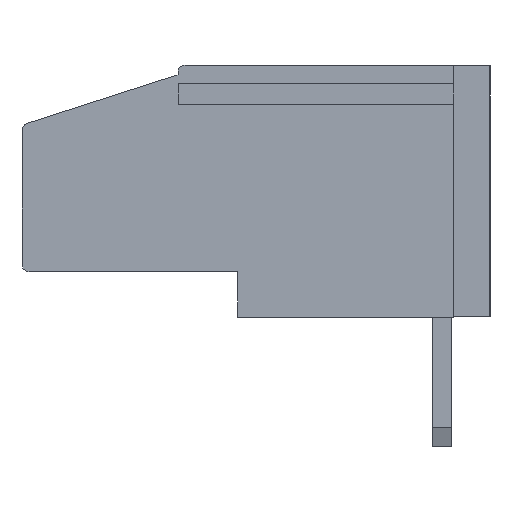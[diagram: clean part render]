
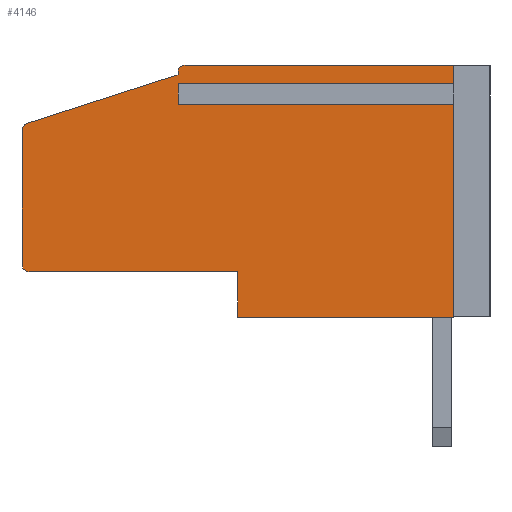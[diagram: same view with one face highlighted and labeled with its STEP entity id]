
A CAD part, left-side view. The second image highlights one B-rep face of the part: STEP entity #4146.
In plain terms, the highlighted planar face has unit normal (-1, 0, 0).
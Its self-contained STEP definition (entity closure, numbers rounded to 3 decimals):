
#130 = LINE ( 'NONE', #2103, #23038 ) ;
#414 = CIRCLE ( 'NONE', #29069, 0.3 ) ;
#735 = CIRCLE ( 'NONE', #10433, 0.3 ) ;
#1411 = EDGE_CURVE ( 'NONE', #8102, #3024, #130, .T. ) ;
#1481 = VECTOR ( 'NONE', #6361, 1000. ) ;
#1511 = EDGE_CURVE ( 'NONE', #23717, #20548, #9112, .T. ) ;
#1580 = EDGE_CURVE ( 'NONE', #5503, #3449, #735, .T. ) ;
#1596 = DIRECTION ( 'NONE',  ( 0., -1., 0. ) ) ;
#2103 = CARTESIAN_POINT ( 'NONE',  ( 0., 13., 10.1 ) ) ;
#2142 = EDGE_CURVE ( 'NONE', #3257, #3449, #22850, .T. ) ;
#2690 = VERTEX_POINT ( 'NONE', #5848 ) ;
#3024 = VERTEX_POINT ( 'NONE', #12803 ) ;
#3257 = VERTEX_POINT ( 'NONE', #17214 ) ;
#3379 = DIRECTION ( 'NONE',  ( 0., 0., -1. ) ) ;
#3449 = VERTEX_POINT ( 'NONE', #28103 ) ;
#3577 = DIRECTION ( 'NONE',  ( 0., 1., 0. ) ) ;
#3601 = LINE ( 'NONE', #13041, #29362 ) ;
#3998 = ORIENTED_EDGE ( 'NONE', *, *, #1411, .F. ) ;
#4146 = ADVANCED_FACE ( 'NONE', ( #7473 ), #14597, .F. ) ;
#4199 = AXIS2_PLACEMENT_3D ( 'NONE', #26141, #16680, #5317 ) ;
#4678 = DIRECTION ( 'NONE',  ( 0., 0., -1. ) ) ;
#5074 = VECTOR ( 'NONE', #4678, 1000. ) ;
#5317 = DIRECTION ( 'NONE',  ( 0., 0., -1. ) ) ;
#5491 = ORIENTED_EDGE ( 'NONE', *, *, #21646, .F. ) ;
#5503 = VERTEX_POINT ( 'NONE', #11948 ) ;
#5848 = CARTESIAN_POINT ( 'NONE',  ( 0., 1.5, 10.5 ) ) ;
#6107 = EDGE_LOOP ( 'NONE', ( #29595, #7838, #7571, #6909, #10281, #5491, #28271, #27890, #13076, #25505, #11194, #24746, #3998, #10138, #28644 ) ) ;
#6157 = LINE ( 'NONE', #10572, #15621 ) ;
#6361 = DIRECTION ( 'NONE',  ( 0., 0., 1. ) ) ;
#6376 = LINE ( 'NONE', #24903, #12767 ) ;
#6751 = CARTESIAN_POINT ( 'NONE',  ( 0., 13., 9.098 ) ) ;
#6766 = DIRECTION ( 'NONE',  ( 0., 0., -1. ) ) ;
#6909 = ORIENTED_EDGE ( 'NONE', *, *, #7260, .F. ) ;
#6934 = VERTEX_POINT ( 'NONE', #9923 ) ;
#6981 = VECTOR ( 'NONE', #3379, 1000. ) ;
#7160 = CARTESIAN_POINT ( 'NONE',  ( 0., 10.5, 1.9 ) ) ;
#7236 = CARTESIAN_POINT ( 'NONE',  ( 0., 10.5, 0. ) ) ;
#7260 = EDGE_CURVE ( 'NONE', #23773, #10153, #24740, .T. ) ;
#7473 = FACE_OUTER_BOUND ( 'NONE', #6107, .T. ) ;
#7571 = ORIENTED_EDGE ( 'NONE', *, *, #20518, .F. ) ;
#7838 = ORIENTED_EDGE ( 'NONE', *, *, #17052, .T. ) ;
#8102 = VERTEX_POINT ( 'NONE', #25205 ) ;
#9112 = LINE ( 'NONE', #25497, #5074 ) ;
#9396 = VECTOR ( 'NONE', #29708, 1000. ) ;
#9923 = CARTESIAN_POINT ( 'NONE',  ( 0., 19.2, 1.9 ) ) ;
#10040 = LINE ( 'NONE', #23704, #14966 ) ;
#10138 = ORIENTED_EDGE ( 'NONE', *, *, #21560, .F. ) ;
#10153 = VERTEX_POINT ( 'NONE', #7160 ) ;
#10200 = DIRECTION ( 'NONE',  ( 0., -1., 0. ) ) ;
#10281 = ORIENTED_EDGE ( 'NONE', *, *, #21443, .T. ) ;
#10433 = AXIS2_PLACEMENT_3D ( 'NONE', #16943, #16342, #18774 ) ;
#10524 = CARTESIAN_POINT ( 'NONE',  ( 0., 1.5, 10.5 ) ) ;
#10572 = CARTESIAN_POINT ( 'NONE',  ( 0., 19.5, 1.9 ) ) ;
#11008 = LINE ( 'NONE', #20263, #9396 ) ;
#11023 = DIRECTION ( 'NONE',  ( -1., 0., 0. ) ) ;
#11162 = VERTEX_POINT ( 'NONE', #21792 ) ;
#11194 = ORIENTED_EDGE ( 'NONE', *, *, #17760, .F. ) ;
#11382 = DIRECTION ( 'NONE',  ( 0., 0., 1. ) ) ;
#11948 = CARTESIAN_POINT ( 'NONE',  ( 0., 19.292, 8.067 ) ) ;
#12767 = VECTOR ( 'NONE', #25515, 1000. ) ;
#12803 = CARTESIAN_POINT ( 'NONE',  ( 0., 13., 10.2 ) ) ;
#13041 = CARTESIAN_POINT ( 'NONE',  ( 0., 13., 9.502 ) ) ;
#13076 = ORIENTED_EDGE ( 'NONE', *, *, #22791, .T. ) ;
#13409 = DIRECTION ( 'NONE',  ( -1., 0., 0. ) ) ;
#13675 = CARTESIAN_POINT ( 'NONE',  ( 0., 10.5, 1.9 ) ) ;
#14597 = PLANE ( 'NONE',  #4199 ) ;
#14966 = VECTOR ( 'NONE', #10200, 1000. ) ;
#15475 = VECTOR ( 'NONE', #27367, 1000. ) ;
#15621 = VECTOR ( 'NONE', #3577, 1000. ) ;
#16131 = VECTOR ( 'NONE', #1596, 1000. ) ;
#16237 = VERTEX_POINT ( 'NONE', #24592 ) ;
#16342 = DIRECTION ( 'NONE',  ( -1., 0., 0. ) ) ;
#16605 = CARTESIAN_POINT ( 'NONE',  ( 0., 13., 9.502 ) ) ;
#16680 = DIRECTION ( 'NONE',  ( 1., 0., 0. ) ) ;
#16880 = VERTEX_POINT ( 'NONE', #25551 ) ;
#16943 = CARTESIAN_POINT ( 'NONE',  ( 0., 19.2, 7.782 ) ) ;
#16965 = EDGE_CURVE ( 'NONE', #20548, #16237, #10040, .T. ) ;
#17052 = EDGE_CURVE ( 'NONE', #3257, #6934, #414, .T. ) ;
#17214 = CARTESIAN_POINT ( 'NONE',  ( 0., 19.5, 2.2 ) ) ;
#17631 = LINE ( 'NONE', #22347, #15475 ) ;
#17760 = EDGE_CURVE ( 'NONE', #11162, #2690, #17631, .T. ) ;
#18266 = LINE ( 'NONE', #24961, #16131 ) ;
#18774 = DIRECTION ( 'NONE',  ( 0., 0., -1. ) ) ;
#19382 = DIRECTION ( 'NONE',  ( 0., -1., 0. ) ) ;
#20027 = EDGE_CURVE ( 'NONE', #11162, #3024, #26787, .T. ) ;
#20263 = CARTESIAN_POINT ( 'NONE',  ( 0., 19.5, 8. ) ) ;
#20518 = EDGE_CURVE ( 'NONE', #10153, #6934, #6157, .T. ) ;
#20548 = VERTEX_POINT ( 'NONE', #6751 ) ;
#20570 = DIRECTION ( 'NONE',  ( 0., 0., 1. ) ) ;
#21443 = EDGE_CURVE ( 'NONE', #23773, #16880, #18266, .T. ) ;
#21560 = EDGE_CURVE ( 'NONE', #5503, #8102, #11008, .T. ) ;
#21646 = EDGE_CURVE ( 'NONE', #16237, #16880, #24186, .T. ) ;
#21792 = CARTESIAN_POINT ( 'NONE',  ( 0., 12.7, 10.5 ) ) ;
#22347 = CARTESIAN_POINT ( 'NONE',  ( 0., 19.5, 10.5 ) ) ;
#22791 = EDGE_CURVE ( 'NONE', #23717, #24642, #3601, .T. ) ;
#22850 = LINE ( 'NONE', #30020, #25477 ) ;
#23038 = VECTOR ( 'NONE', #11382, 1000. ) ;
#23704 = CARTESIAN_POINT ( 'NONE',  ( 0., 13., 9.098 ) ) ;
#23717 = VERTEX_POINT ( 'NONE', #16605 ) ;
#23773 = VERTEX_POINT ( 'NONE', #7236 ) ;
#24186 = LINE ( 'NONE', #10524, #6981 ) ;
#24473 = DIRECTION ( 'NONE',  ( 0., 0., -1. ) ) ;
#24592 = CARTESIAN_POINT ( 'NONE',  ( 0., 1.5, 9.098 ) ) ;
#24642 = VERTEX_POINT ( 'NONE', #25838 ) ;
#24740 = LINE ( 'NONE', #13675, #1481 ) ;
#24746 = ORIENTED_EDGE ( 'NONE', *, *, #20027, .T. ) ;
#24758 = CARTESIAN_POINT ( 'NONE',  ( 0., 19.2, 2.2 ) ) ;
#24903 = CARTESIAN_POINT ( 'NONE',  ( 0., 1.5, 10.5 ) ) ;
#24961 = CARTESIAN_POINT ( 'NONE',  ( 0., 19.5, 0. ) ) ;
#25205 = CARTESIAN_POINT ( 'NONE',  ( 0., 13., 10.1 ) ) ;
#25477 = VECTOR ( 'NONE', #20570, 1000. ) ;
#25497 = CARTESIAN_POINT ( 'NONE',  ( 0., 13., 9.502 ) ) ;
#25505 = ORIENTED_EDGE ( 'NONE', *, *, #26894, .F. ) ;
#25515 = DIRECTION ( 'NONE',  ( 0., 0., -1. ) ) ;
#25551 = CARTESIAN_POINT ( 'NONE',  ( 0., 1.5, 0. ) ) ;
#25838 = CARTESIAN_POINT ( 'NONE',  ( 0., 1.5, 9.502 ) ) ;
#26141 = CARTESIAN_POINT ( 'NONE',  ( 0., 19.5, 10.5 ) ) ;
#26293 = AXIS2_PLACEMENT_3D ( 'NONE', #27295, #11023, #6766 ) ;
#26787 = CIRCLE ( 'NONE', #26293, 0.3 ) ;
#26894 = EDGE_CURVE ( 'NONE', #2690, #24642, #6376, .T. ) ;
#27295 = CARTESIAN_POINT ( 'NONE',  ( 0., 12.7, 10.2 ) ) ;
#27367 = DIRECTION ( 'NONE',  ( 0., -1., 0. ) ) ;
#27890 = ORIENTED_EDGE ( 'NONE', *, *, #1511, .F. ) ;
#28103 = CARTESIAN_POINT ( 'NONE',  ( 0., 19.5, 7.782 ) ) ;
#28271 = ORIENTED_EDGE ( 'NONE', *, *, #16965, .F. ) ;
#28644 = ORIENTED_EDGE ( 'NONE', *, *, #1580, .T. ) ;
#29069 = AXIS2_PLACEMENT_3D ( 'NONE', #24758, #13409, #24473 ) ;
#29362 = VECTOR ( 'NONE', #19382, 1000. ) ;
#29595 = ORIENTED_EDGE ( 'NONE', *, *, #2142, .F. ) ;
#29708 = DIRECTION ( 'NONE',  ( 0., -0.952, 0.307 ) ) ;
#30020 = CARTESIAN_POINT ( 'NONE',  ( 0., 19.5, 10.5 ) ) ;
